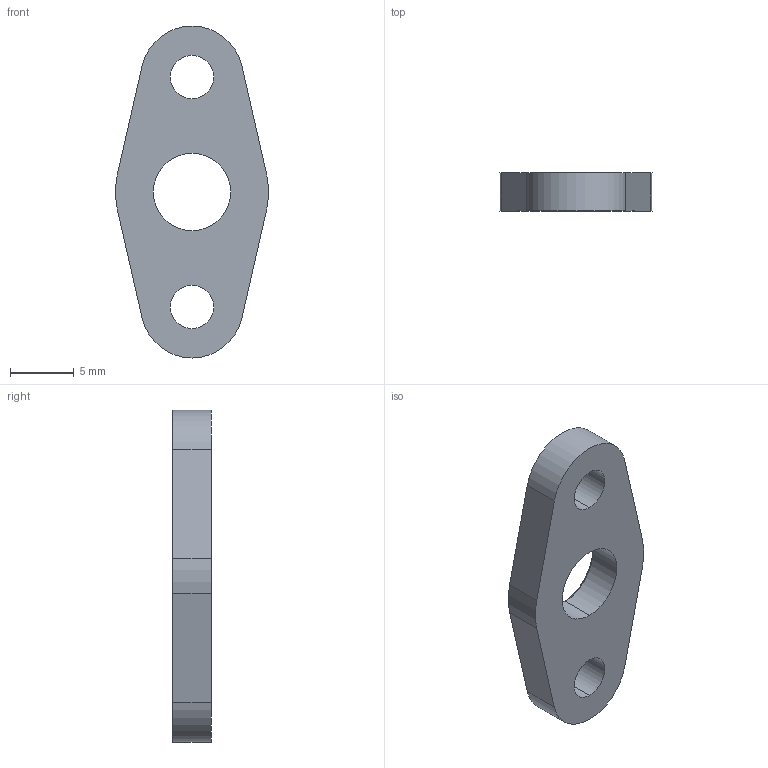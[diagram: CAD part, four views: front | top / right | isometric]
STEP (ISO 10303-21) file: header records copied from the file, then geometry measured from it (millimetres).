
FILE_DESCRIPTION (( 'STEP AP214' ), '1' );
FILE_NAME ('G-USS19-024.STEP', '2018-11-27T20:24:15', ( 'Baume' ), ( '' ), 'SwSTEP 2.0', 'SolidWorks 2016', '' );
FILE_SCHEMA (( 'AUTOMOTIVE_DESIGN' ));
Length unit declared in the file: millimetre
Products named in the file (1): G-USS19-024
Bounding box: 11.97 x 3 x 26 mm (x, y, z)
Volume: 562.6 mm3; surface area: 679.6 mm2
Topology: 1 solids, 1 shells, 19 faces, 49 edges, 32 vertices
Faces by surface type: cylinder 11, plane 6, cone 2
Entity records: 637 total; most frequent: DIRECTION 113, CARTESIAN_POINT 101, ORIENTED_EDGE 98, EDGE_CURVE 49, AXIS2_PLACEMENT_3D 44, VERTEX_POINT 32, VECTOR 25, EDGE_LOOP 25
